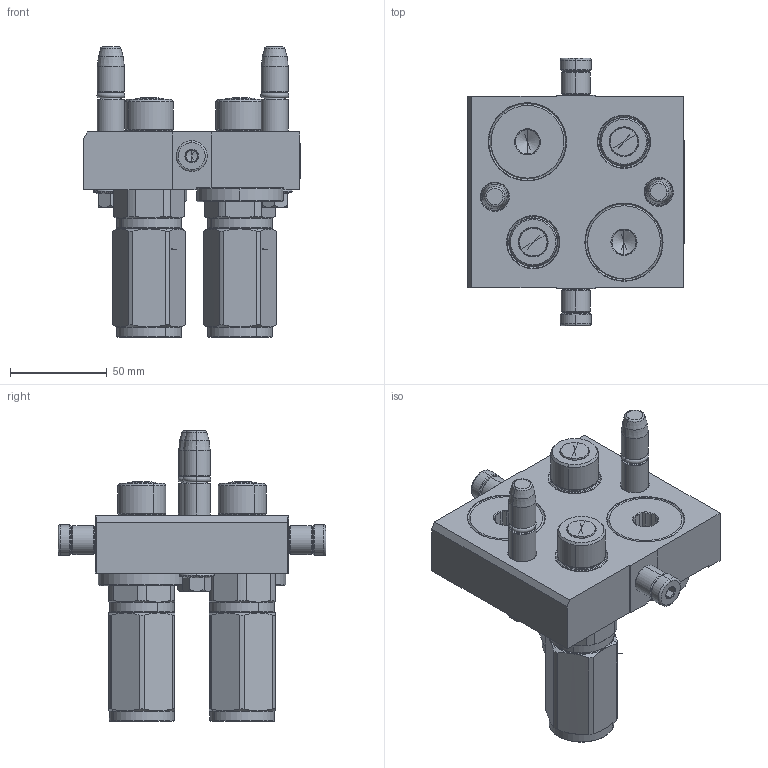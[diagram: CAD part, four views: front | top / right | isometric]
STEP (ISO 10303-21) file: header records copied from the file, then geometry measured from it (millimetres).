
FILE_DESCRIPTION (( 'STEP AP214' ), '1' );
FILE_NAME ('FASTER.step', '2024-02-22T17:03:12', ( '' ), ( '' ), 'SwSTEP 2.0', 'SolidWorks 2017', '' );
FILE_SCHEMA (( 'AUTOMOTIVE_DESIGN' ));
Length unit declared in the file: millimetre
Products named in the file (12): 3ffnp12-34s_m; 4830_021_0000_000; 4830_028_1000_011; et002; 4830_013_3000_030; TAPPO_34; 1540_080_0008_000; FASTER; P510_M_BASE; 4830_010_0000_032; or2_62x9_19_m
Assembly tree (18 placements, depth 3):
  FASTER
    P510_M_BASE
      4830_010_0000_032
      4830_013_3000_030  x2
      4830_028_1000_011  x2
      4830_021_0000_000  x2
      1540_080_0008_000  x2
      or2_62x9_19_m  x2
    TAPPO_34  x2
    3ffnp12-34s_m  x2
      3ffnp12-34s_m
    et002
Bounding box: 112.3 x 138.6 x 150.2 mm (x, y, z)
Volume: 89175.1 mm3; surface area: 119584.2 mm2
Topology: 7 solids, 44 shells, 1821 faces, 5200 edges, 3418 vertices
Faces by surface type: plane 1018, cone 318, cylinder 315, torus 92, bspline 78
Entity records: 52359 total; most frequent: CARTESIAN_POINT 13921, ORIENTED_EDGE 7214, DIRECTION 6653, EDGE_CURVE 3803, VECTOR 2673, LINE 2673, VERTEX_POINT 2509, AXIS2_PLACEMENT_3D 1990
